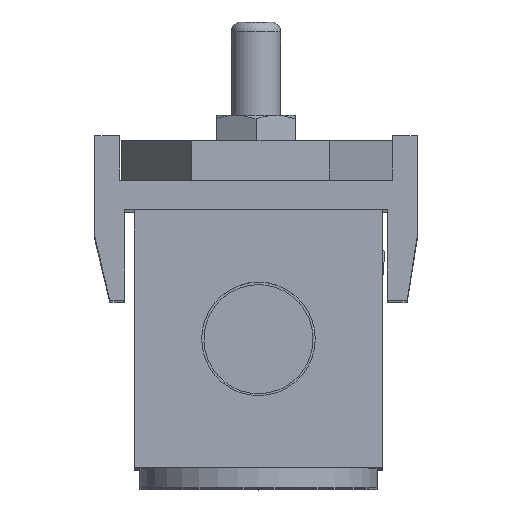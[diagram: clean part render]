
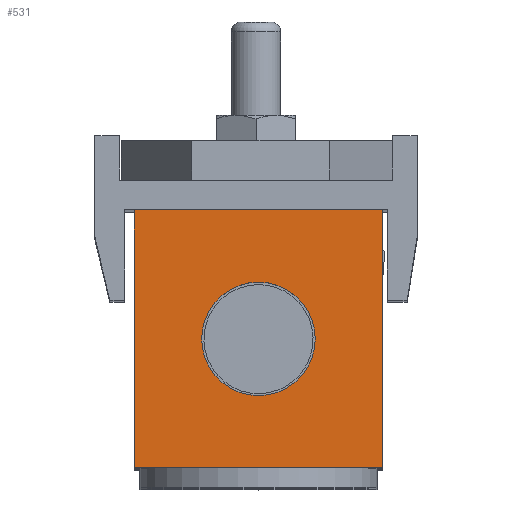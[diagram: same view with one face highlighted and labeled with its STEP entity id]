
A CAD part, top view. The second image highlights one B-rep face of the part: STEP entity #531.
In plain terms, the highlighted face is planar.
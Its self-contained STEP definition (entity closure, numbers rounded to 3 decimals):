
#531 = ADVANCED_FACE( '', ( #1005, #1006 ), #1007, .F. );
#1005 = FACE_BOUND( '', #1581, .T. );
#1006 = FACE_OUTER_BOUND( '', #1582, .T. );
#1007 = PLANE( '', #1583 );
#1581 = EDGE_LOOP( '', ( #2251 ) );
#1582 = EDGE_LOOP( '', ( #2252, #2253, #2254, #2255 ) );
#1583 = AXIS2_PLACEMENT_3D( '', #2256, #2257, #2258 );
#2251 = ORIENTED_EDGE( '', *, *, #3399, .T. );
#2252 = ORIENTED_EDGE( '', *, *, #3383, .T. );
#2253 = ORIENTED_EDGE( '', *, *, #3324, .F. );
#2254 = ORIENTED_EDGE( '', *, *, #3400, .F. );
#2255 = ORIENTED_EDGE( '', *, *, #3401, .T. );
#2256 = CARTESIAN_POINT( '', ( 0., 0., 26. ) );
#2257 = DIRECTION( '', ( 0., 1., 0. ) );
#2258 = DIRECTION( '', ( 0., 0., 1. ) );
#3324 = EDGE_CURVE( '', #3814, #3809, #3816, .T. );
#3383 = EDGE_CURVE( '', #3913, #3809, #3916, .T. );
#3399 = EDGE_CURVE( '', #3941, #3941, #3942, .T. );
#3400 = EDGE_CURVE( '', #3943, #3814, #3944, .T. );
#3401 = EDGE_CURVE( '', #3943, #3913, #3945, .T. );
#3809 = VERTEX_POINT( '', #4512 );
#3814 = VERTEX_POINT( '', #4519 );
#3816 = LINE( '', #4522, #4523 );
#3913 = VERTEX_POINT( '', #4681 );
#3916 = LINE( '', #4686, #4687 );
#3941 = VERTEX_POINT( '', #4715 );
#3942 = CIRCLE( '', #4716, 5.723 );
#3943 = VERTEX_POINT( '', #4717 );
#3944 = LINE( '', #4718, #4719 );
#3945 = LINE( '', #4720, #4721 );
#4512 = CARTESIAN_POINT( '', ( 25., 0., 0. ) );
#4519 = CARTESIAN_POINT( '', ( 25., 0., 26. ) );
#4522 = CARTESIAN_POINT( '', ( 25., 0., 26. ) );
#4523 = VECTOR( '', #5463, 1000. );
#4681 = CARTESIAN_POINT( '', ( 0., 0., 0. ) );
#4686 = CARTESIAN_POINT( '', ( 0., 0., 0. ) );
#4687 = VECTOR( '', #5533, 1000. );
#4715 = CARTESIAN_POINT( '', ( 12.5, 0., 7.278 ) );
#4716 = AXIS2_PLACEMENT_3D( '', #5555, #5556, #5557 );
#4717 = CARTESIAN_POINT( '', ( 0., 0., 26. ) );
#4718 = CARTESIAN_POINT( '', ( 0., 0., 26. ) );
#4719 = VECTOR( '', #5558, 1000. );
#4720 = CARTESIAN_POINT( '', ( 0., 0., 26. ) );
#4721 = VECTOR( '', #5559, 1000. );
#5463 = DIRECTION( '', ( 0., 0., -1. ) );
#5533 = DIRECTION( '', ( 1., 0., 0. ) );
#5555 = CARTESIAN_POINT( '', ( 12.5, 0., 13. ) );
#5556 = DIRECTION( '', ( 0., 1., 0. ) );
#5557 = DIRECTION( '', ( 0., 0., -1. ) );
#5558 = DIRECTION( '', ( 1., 0., 0. ) );
#5559 = DIRECTION( '', ( 0., 0., -1. ) );
